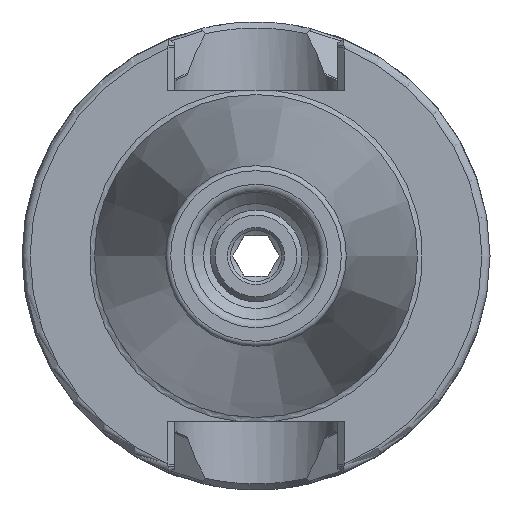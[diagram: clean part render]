
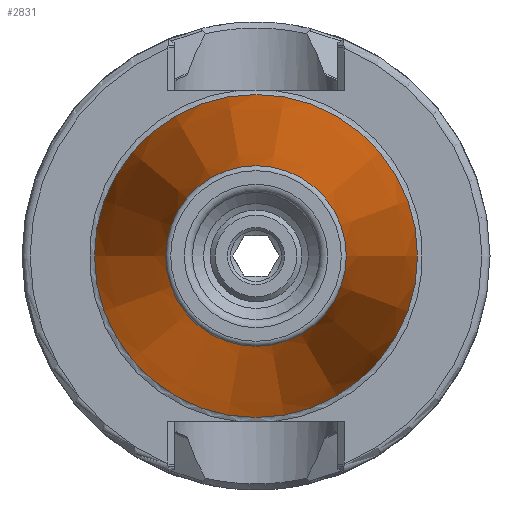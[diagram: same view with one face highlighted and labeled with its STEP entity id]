
A CAD part, left-side view. The second image highlights one B-rep face of the part: STEP entity #2831.
In plain terms, the highlighted conical face has half-angle 8.297 degrees and reference radius 12.377 mm.
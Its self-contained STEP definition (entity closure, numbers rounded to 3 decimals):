
#207=CONICAL_SURFACE('',#3196,12.377,0.145);
#322=FACE_OUTER_BOUND('',#495,.T.);
#495=EDGE_LOOP('',(#2342,#2343,#2344,#2345,#2346));
#739=LINE('',#5932,#894);
#894=VECTOR('',#3782,12.377);
#1051=CIRCLE('',#3192,8.879);
#1052=CIRCLE('',#3193,8.879);
#1055=CIRCLE('',#3197,15.875);
#1294=VERTEX_POINT('',#5922);
#1295=VERTEX_POINT('',#5923);
#1297=VERTEX_POINT('',#5930);
#1662=EDGE_CURVE('',#1294,#1295,#1051,.T.);
#1663=EDGE_CURVE('',#1295,#1294,#1052,.T.);
#1666=EDGE_CURVE('',#1297,#1297,#1055,.T.);
#1667=EDGE_CURVE('',#1297,#1294,#739,.T.);
#2342=ORIENTED_EDGE('',*,*,#1666,.F.);
#2343=ORIENTED_EDGE('',*,*,#1667,.T.);
#2344=ORIENTED_EDGE('',*,*,#1662,.T.);
#2345=ORIENTED_EDGE('',*,*,#1663,.T.);
#2346=ORIENTED_EDGE('',*,*,#1667,.F.);
#2831=ADVANCED_FACE('',(#322),#207,.T.);
#3192=AXIS2_PLACEMENT_3D('',#5924,#3770,#3771);
#3193=AXIS2_PLACEMENT_3D('',#5925,#3772,#3773);
#3196=AXIS2_PLACEMENT_3D('',#5929,#3778,#3779);
#3197=AXIS2_PLACEMENT_3D('',#5931,#3780,#3781);
#3770=DIRECTION('center_axis',(1.,0.,0.));
#3771=DIRECTION('ref_axis',(0.,0.,-1.));
#3772=DIRECTION('center_axis',(1.,0.,0.));
#3773=DIRECTION('ref_axis',(0.,0.,-1.));
#3778=DIRECTION('center_axis',(1.,0.,0.));
#3779=DIRECTION('ref_axis',(0.,1.,0.));
#3780=DIRECTION('center_axis',(1.,0.,0.));
#3781=DIRECTION('ref_axis',(0.,0.,-1.));
#3782=DIRECTION('',(-0.99,0.144,0.));
#5922=CARTESIAN_POINT('',(-47.972,-8.879,0.));
#5923=CARTESIAN_POINT('',(-47.972,0.,8.879));
#5924=CARTESIAN_POINT('Origin',(-47.972,0.,
0.));
#5925=CARTESIAN_POINT('Origin',(-47.972,0.,
0.));
#5929=CARTESIAN_POINT('Origin',(-23.986,0.,
0.));
#5930=CARTESIAN_POINT('',(0.,-15.875,0.));
#5931=CARTESIAN_POINT('Origin',(0.,0.,
0.));
#5932=CARTESIAN_POINT('',(-23.986,-12.377,0.));
